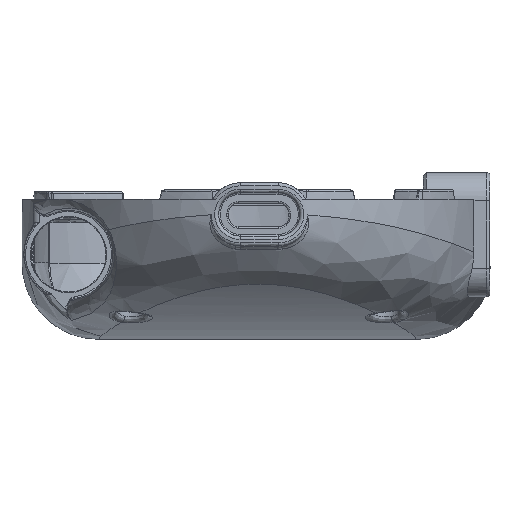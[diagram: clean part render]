
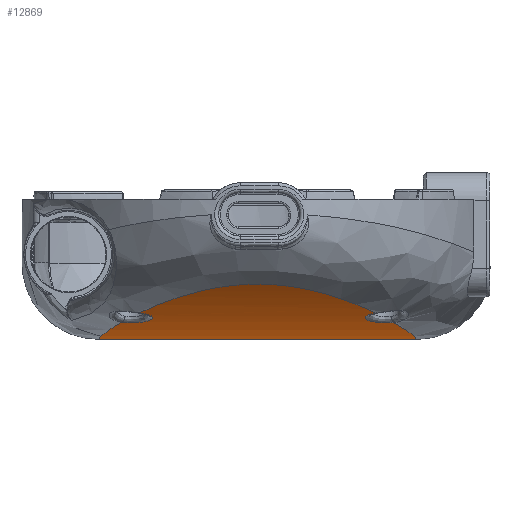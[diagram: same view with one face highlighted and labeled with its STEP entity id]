
A CAD part, front view. The second image highlights one B-rep face of the part: STEP entity #12869.
In plain terms, the highlighted cylindrical face has radius 120.488 mm (diameter 240.976 mm), a partial arc.
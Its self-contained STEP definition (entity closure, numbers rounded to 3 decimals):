
#343=CYLINDRICAL_SURFACE('',#13825,120.488);
#568=LINE('',#22966,#1104);
#1104=VECTOR('',#15418,10.);
#1948=FACE_OUTER_BOUND('',#2780,.T.);
#2780=EDGE_LOOP('',(#8772,#8773,#8774,#8775,#8776,#8777));
#3651=B_SPLINE_CURVE_WITH_KNOTS('',3,(#22775,#22776,#22777,#22778,#22779,
#22780,#22781,#22782,#22783,#22784,#22785,#22786,#22787,#22788,#22789,#22790,
#22791,#22792,#22793,#22794,#22795,#22796,#22797,#22798,#22799,#22800,#22801,
#22802,#22803,#22804,#22805,#22806,#22807,#22808,#22809,#22810,#22811,#22812,
#22813,#22814,#22815,#22816,#22817),.UNSPECIFIED.,.F.,.F.,(4,3,3,3,3,3,
3,3,3,3,3,3,3,3,4),(-1.084,-0.929,-0.806,
-0.774,-0.666,-0.53,-0.469,
-0.464,-0.406,-0.348,-0.228,
-0.161,-0.155,-0.055,0.),
 .UNSPECIFIED.);
#3656=B_SPLINE_CURVE_WITH_KNOTS('',3,(#22960,#22961,#22962,#22963,#22964),
 .UNSPECIFIED.,.F.,.F.,(4,1,4),(3.505,4.916,5.471),
 .UNSPECIFIED.);
#3657=B_SPLINE_CURVE_WITH_KNOTS('',3,(#22968,#22969,#22970,#22971,#22972,
#22973),.UNSPECIFIED.,.F.,.F.,(4,1,1,4),(11.43,11.617,
11.969,13.38),.UNSPECIFIED.);
#3658=B_SPLINE_CURVE_WITH_KNOTS('',3,(#22975,#22976,#22977,#22978,#22979,
#22980,#22981),.UNSPECIFIED.,.F.,.F.,(4,1,1,1,4),(-1.007,-0.719,
-0.432,-0.144,0.),
 .UNSPECIFIED.);
#3659=B_SPLINE_CURVE_WITH_KNOTS('',3,(#22982,#22983,#22984,#22985,#22986,
#22987,#22988,#22989,#22990,#22991,#22992,#22993),.UNSPECIFIED.,.F.,.F.,
(4,1,1,1,1,1,1,1,1,4),(6.096,6.327,7.032,
7.737,8.208,8.678,9.148,9.618,
10.559,10.805),.UNSPECIFIED.);
#5054=VERTEX_POINT('',#22772);
#5055=VERTEX_POINT('',#22774);
#5058=VERTEX_POINT('',#22959);
#5059=VERTEX_POINT('',#22965);
#5060=VERTEX_POINT('',#22967);
#5061=VERTEX_POINT('',#22974);
#6443=EDGE_CURVE('',#5054,#5055,#3651,.T.);
#6449=EDGE_CURVE('',#5058,#5054,#3656,.T.);
#6450=EDGE_CURVE('',#5059,#5058,#568,.T.);
#6451=EDGE_CURVE('',#5060,#5059,#3657,.T.);
#6452=EDGE_CURVE('',#5061,#5060,#3658,.T.);
#6453=EDGE_CURVE('',#5055,#5061,#3659,.T.);
#8772=ORIENTED_EDGE('',*,*,#6443,.F.);
#8773=ORIENTED_EDGE('',*,*,#6449,.F.);
#8774=ORIENTED_EDGE('',*,*,#6450,.F.);
#8775=ORIENTED_EDGE('',*,*,#6451,.F.);
#8776=ORIENTED_EDGE('',*,*,#6452,.F.);
#8777=ORIENTED_EDGE('',*,*,#6453,.F.);
#12869=ADVANCED_FACE('',(#1948),#343,.T.);
#13825=AXIS2_PLACEMENT_3D('',#22958,#15416,#15417);
#15416=DIRECTION('center_axis',(1.,0.,0.));
#15417=DIRECTION('ref_axis',(0.,0.437,0.9));
#15418=DIRECTION('',(-1.,0.,0.));
#22772=CARTESIAN_POINT('',(-21.334,-21.097,2.684));
#22774=CARTESIAN_POINT('',(-18.515,-27.107,4.159));
#22775=CARTESIAN_POINT('Ctrl Pts',(-21.334,-21.097,
2.684));
#22776=CARTESIAN_POINT('Ctrl Pts',(-20.881,-20.854,
2.631));
#22777=CARTESIAN_POINT('Ctrl Pts',(-20.37,-20.72,
2.603));
#22778=CARTESIAN_POINT('Ctrl Pts',(-19.853,-20.708,
2.6));
#22779=CARTESIAN_POINT('Ctrl Pts',(-19.443,-20.699,2.598));
#22780=CARTESIAN_POINT('Ctrl Pts',(-19.029,-20.768,
2.613));
#22781=CARTESIAN_POINT('Ctrl Pts',(-18.644,-20.909,
2.643));
#22782=CARTESIAN_POINT('Ctrl Pts',(-18.545,-20.945,
2.651));
#22783=CARTESIAN_POINT('Ctrl Pts',(-18.448,-20.987,
2.66));
#22784=CARTESIAN_POINT('Ctrl Pts',(-18.353,-21.033,
2.67));
#22785=CARTESIAN_POINT('Ctrl Pts',(-18.032,-21.189,
2.704));
#22786=CARTESIAN_POINT('Ctrl Pts',(-17.74,-21.399,
2.751));
#22787=CARTESIAN_POINT('Ctrl Pts',(-17.487,-21.65,
2.806));
#22788=CARTESIAN_POINT('Ctrl Pts',(-17.167,-21.966,
2.877));
#22789=CARTESIAN_POINT('Ctrl Pts',(-16.91,-22.346,
2.963));
#22790=CARTESIAN_POINT('Ctrl Pts',(-16.736,-22.758,
3.059));
#22791=CARTESIAN_POINT('Ctrl Pts',(-16.657,-22.944,
3.102));
#22792=CARTESIAN_POINT('Ctrl Pts',(-16.596,-23.136,
3.147));
#22793=CARTESIAN_POINT('Ctrl Pts',(-16.553,-23.332,
3.194));
#22794=CARTESIAN_POINT('Ctrl Pts',(-16.55,-23.346,3.197));
#22795=CARTESIAN_POINT('Ctrl Pts',(-16.547,-23.359,
3.201));
#22796=CARTESIAN_POINT('Ctrl Pts',(-16.545,-23.373,
3.204));
#22797=CARTESIAN_POINT('Ctrl Pts',(-16.507,-23.559,
3.248));
#22798=CARTESIAN_POINT('Ctrl Pts',(-16.486,-23.748,
3.294));
#22799=CARTESIAN_POINT('Ctrl Pts',(-16.481,-23.938,
3.341));
#22800=CARTESIAN_POINT('Ctrl Pts',(-16.477,-24.127,3.387));
#22801=CARTESIAN_POINT('Ctrl Pts',(-16.489,-24.317,
3.434));
#22802=CARTESIAN_POINT('Ctrl Pts',(-16.516,-24.504,
3.48));
#22803=CARTESIAN_POINT('Ctrl Pts',(-16.573,-24.894,
3.578));
#22804=CARTESIAN_POINT('Ctrl Pts',(-16.697,-25.275,
3.674));
#22805=CARTESIAN_POINT('Ctrl Pts',(-16.883,-25.623,
3.764));
#22806=CARTESIAN_POINT('Ctrl Pts',(-16.985,-25.815,
3.814));
#22807=CARTESIAN_POINT('Ctrl Pts',(-17.106,-25.997,3.861));
#22808=CARTESIAN_POINT('Ctrl Pts',(-17.244,-26.165,
3.906));
#22809=CARTESIAN_POINT('Ctrl Pts',(-17.258,-26.181,
3.91));
#22810=CARTESIAN_POINT('Ctrl Pts',(-17.271,-26.197,
3.914));
#22811=CARTESIAN_POINT('Ctrl Pts',(-17.285,-26.213,
3.918));
#22812=CARTESIAN_POINT('Ctrl Pts',(-17.497,-26.461,
3.984));
#22813=CARTESIAN_POINT('Ctrl Pts',(-17.749,-26.677,
4.042));
#22814=CARTESIAN_POINT('Ctrl Pts',(-18.027,-26.853,
4.09));
#22815=CARTESIAN_POINT('Ctrl Pts',(-18.182,-26.95,
4.116));
#22816=CARTESIAN_POINT('Ctrl Pts',(-18.345,-27.036,
4.139));
#22817=CARTESIAN_POINT('Ctrl Pts',(-18.515,-27.107,4.159));
#22958=CARTESIAN_POINT('Origin',(0.,4.6,120.4));
#22959=CARTESIAN_POINT('',(-24.998,0.,0.));
#22960=CARTESIAN_POINT('Ctrl Pts',(-24.998,0.,
0.));
#22961=CARTESIAN_POINT('Ctrl Pts',(-25.041,-5.218,
0.199));
#22962=CARTESIAN_POINT('Ctrl Pts',(-24.188,-12.48,
0.964));
#22963=CARTESIAN_POINT('Ctrl Pts',(-22.045,-19.246,2.28));
#22964=CARTESIAN_POINT('Ctrl Pts',(-21.334,-21.097,
2.684));
#22965=CARTESIAN_POINT('',(24.998,0.,0.));
#22966=CARTESIAN_POINT('',(0.,0.,0.));
#22967=CARTESIAN_POINT('',(21.392,-20.946,2.651));
#22968=CARTESIAN_POINT('Ctrl Pts',(21.392,-20.946,2.652));
#22969=CARTESIAN_POINT('Ctrl Pts',(21.63,-20.321,2.516));
#22970=CARTESIAN_POINT('Ctrl Pts',(22.28,-18.497,2.135));
#22971=CARTESIAN_POINT('Ctrl Pts',(24.277,-11.733,0.885));
#22972=CARTESIAN_POINT('Ctrl Pts',(25.041,-5.218,0.199));
#22973=CARTESIAN_POINT('Ctrl Pts',(24.998,0.,
0.));
#22974=CARTESIAN_POINT('',(18.598,-26.958,4.118));
#22975=CARTESIAN_POINT('Ctrl Pts',(18.598,-26.958,4.118));
#22976=CARTESIAN_POINT('Ctrl Pts',(17.767,-26.494,3.992));
#22977=CARTESIAN_POINT('Ctrl Pts',(16.567,-24.833,3.548));
#22978=CARTESIAN_POINT('Ctrl Pts',(17.195,-21.814,2.834));
#22979=CARTESIAN_POINT('Ctrl Pts',(19.483,-20.531,2.563));
#22980=CARTESIAN_POINT('Ctrl Pts',(20.946,-20.771,2.614));
#22981=CARTESIAN_POINT('Ctrl Pts',(21.392,-20.946,2.651));
#22982=CARTESIAN_POINT('Ctrl Pts',(-18.515,-27.107,
4.159));
#22983=CARTESIAN_POINT('Ctrl Pts',(-18.116,-27.812,
4.351));
#22984=CARTESIAN_POINT('Ctrl Pts',(-16.417,-30.611,
5.142));
#22985=CARTESIAN_POINT('Ctrl Pts',(-12.861,-35.047,
6.58));
#22986=CARTESIAN_POINT('Ctrl Pts',(-7.671,-38.84,
8.005));
#22987=CARTESIAN_POINT('Ctrl Pts',(-2.38,-40.551,
8.692));
#22988=CARTESIAN_POINT('Ctrl Pts',(2.38,-40.55,8.691));
#22989=CARTESIAN_POINT('Ctrl Pts',(6.912,-39.09,8.105));
#22990=CARTESIAN_POINT('Ctrl Pts',(12.284,-35.646,6.799));
#22991=CARTESIAN_POINT('Ctrl Pts',(16.027,-31.269,5.324));
#22992=CARTESIAN_POINT('Ctrl Pts',(18.174,-27.714,4.323));
#22993=CARTESIAN_POINT('Ctrl Pts',(18.598,-26.958,4.118));
